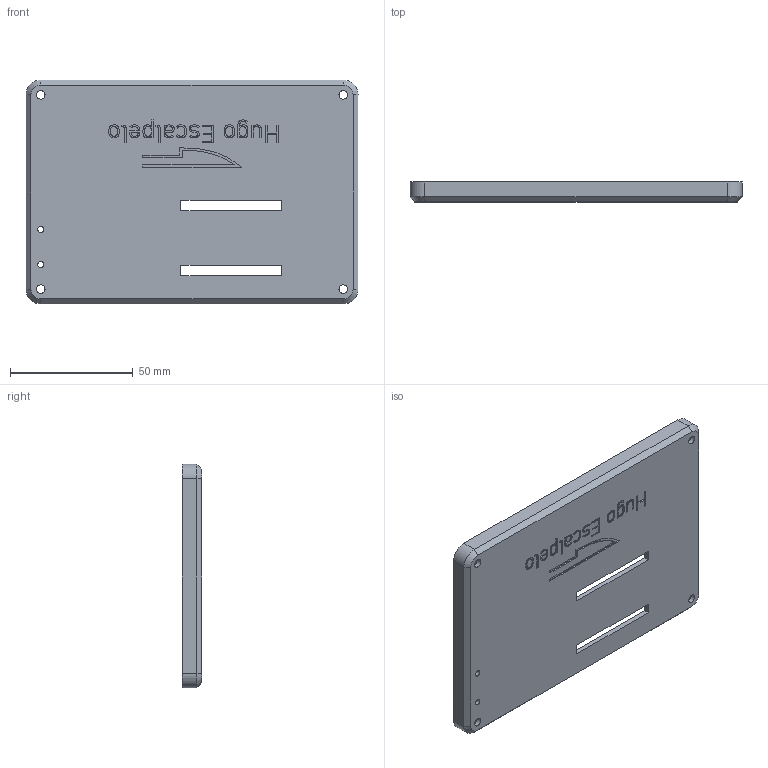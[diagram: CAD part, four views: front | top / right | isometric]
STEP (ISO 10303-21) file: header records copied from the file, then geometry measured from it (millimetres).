
FILE_DESCRIPTION(/* description */ (''),/* implementation_level */ '2;1');
FILE_NAME(/* name */ 'Base v7.step',/* time_stamp */ '2024-02-21T18:52:07-06:00',/* author */ (''),/* organization */ (''),/* preprocessor_version */ 'ST-DEVELOPER v20',/* originating_system */ 'Autodesk Translation Framework v12.20.1.177',/* authorisation */ '');
FILE_SCHEMA (('AUTOMOTIVE_DESIGN { 1 0 10303 214 3 1 1 }'));
Length unit declared in the file: millimetre
Products named in the file (1): Base
Bounding box: 135 x 8 x 91 mm (x, y, z)
Volume: 32949.3 mm3; surface area: 31617.3 mm2
Topology: 1 solids, 1 shells, 404 faces, 1122 edges, 742 vertices
Faces by surface type: bspline 207, plane 173, cylinder 16, cone 8
Full cylindrical faces by diameter (mm): 2.5 x2, 3.5 x4, 6.5 x2
Entity records: 13206 total; most frequent: CARTESIAN_POINT 4198, ORIENTED_EDGE 2244, DIRECTION 1147, EDGE_CURVE 1122, VERTEX_POINT 742, LINE 663, VECTOR 663, EDGE_LOOP 442
